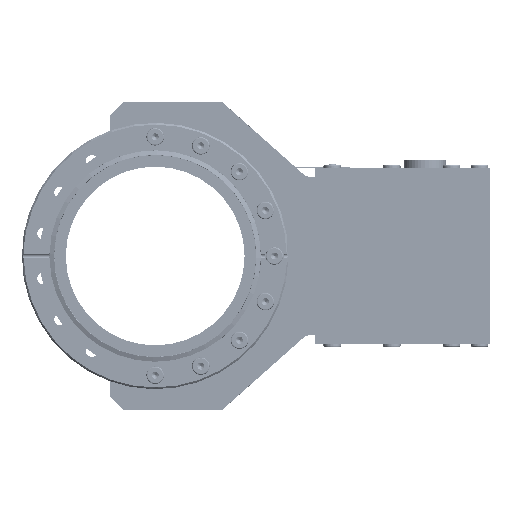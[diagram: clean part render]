
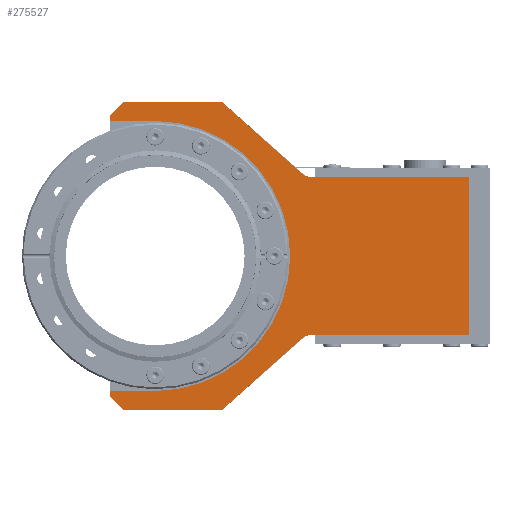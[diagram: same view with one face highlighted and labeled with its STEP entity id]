
A CAD part, front view. The second image highlights one B-rep face of the part: STEP entity #275527.
In plain terms, the highlighted planar face has unit normal (0, -1, 0).
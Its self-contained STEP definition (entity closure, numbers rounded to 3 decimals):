
#1618 = CARTESIAN_POINT ( 'NONE',  ( -18., 0., -88. ) ) ;
#3251 = CARTESIAN_POINT ( 'NONE',  ( -26., 0., 77. ) ) ;
#8220 = DIRECTION ( 'NONE',  ( -1., 0., 0. ) ) ;
#15075 = DIRECTION ( 'NONE',  ( -1., 0., 0. ) ) ;
#18480 = VECTOR ( 'NONE', #307333, 1000. ) ;
#19385 = LINE ( 'NONE', #55024, #263504 ) ;
#21792 = CIRCLE ( 'NONE', #239400, 77. ) ;
#21924 = DIRECTION ( 'NONE',  ( 1., 0., 0. ) ) ;
#22058 = CARTESIAN_POINT ( 'NONE',  ( -18., 0., 88. ) ) ;
#23630 = EDGE_CURVE ( 'NONE', #221476, #93956, #96273, .T. ) ;
#24053 = CARTESIAN_POINT ( 'NONE',  ( 89.824, 0., 45. ) ) ;
#29578 = CARTESIAN_POINT ( 'NONE',  ( 89.824, 0., -45. ) ) ;
#37086 = CARTESIAN_POINT ( 'NONE',  ( 83.152, 0., -47.552 ) ) ;
#41211 = EDGE_CURVE ( 'NONE', #226984, #162354, #106195, .T. ) ;
#46589 = DIRECTION ( 'NONE',  ( 1., 0., 0. ) ) ;
#48123 = EDGE_CURVE ( 'NONE', #162354, #300057, #295465, .T. ) ;
#49412 = LINE ( 'NONE', #22058, #106593 ) ;
#50914 = VERTEX_POINT ( 'NONE', #147033 ) ;
#51194 = LINE ( 'NONE', #146552, #310572 ) ;
#52100 = CARTESIAN_POINT ( 'NONE',  ( 89.824, 0., 55. ) ) ;
#54278 = EDGE_CURVE ( 'NONE', #275504, #191255, #133143, .T. ) ;
#55024 = CARTESIAN_POINT ( 'NONE',  ( 179., 0., -45. ) ) ;
#55719 = ORIENTED_EDGE ( 'NONE', *, *, #54278, .F. ) ;
#57013 = AXIS2_PLACEMENT_3D ( 'NONE', #52100, #222618, #76522 ) ;
#57336 = CARTESIAN_POINT ( 'NONE',  ( 38., 0., 88. ) ) ;
#59383 = ORIENTED_EDGE ( 'NONE', *, *, #225198, .F. ) ;
#69474 = LINE ( 'NONE', #234556, #256352 ) ;
#69949 = CARTESIAN_POINT ( 'NONE',  ( -26., 0., 64. ) ) ;
#74359 = AXIS2_PLACEMENT_3D ( 'NONE', #277148, #131099, #301601 ) ;
#76522 = DIRECTION ( 'NONE',  ( 0., 0., -1. ) ) ;
#82205 = EDGE_CURVE ( 'NONE', #300057, #106244, #205385, .T. ) ;
#84644 = ORIENTED_EDGE ( 'NONE', *, *, #82205, .F. ) ;
#86046 = VECTOR ( 'NONE', #21924, 1000. ) ;
#86547 = VECTOR ( 'NONE', #240488, 1000. ) ;
#88150 = EDGE_CURVE ( 'NONE', #106244, #192741, #293977, .T. ) ;
#89829 = EDGE_CURVE ( 'NONE', #184489, #171861, #51194, .T. ) ;
#90668 = ORIENTED_EDGE ( 'NONE', *, *, #41211, .F. ) ;
#92058 = CARTESIAN_POINT ( 'NONE',  ( 89.824, 0., 55. ) ) ;
#93449 = VERTEX_POINT ( 'NONE', #99402 ) ;
#93956 = VERTEX_POINT ( 'NONE', #298384 ) ;
#95130 = CARTESIAN_POINT ( 'NONE',  ( 38., 0., -88. ) ) ;
#96273 = LINE ( 'NONE', #240259, #161111 ) ;
#99402 = CARTESIAN_POINT ( 'NONE',  ( 0., 0., -77. ) ) ;
#101009 = VECTOR ( 'NONE', #118996, 1000. ) ;
#103197 = ORIENTED_EDGE ( 'NONE', *, *, #258777, .F. ) ;
#105203 = CARTESIAN_POINT ( 'NONE',  ( 89.824, 0., -45. ) ) ;
#105934 = DIRECTION ( 'NONE',  ( 0., 0., 1. ) ) ;
#106195 = LINE ( 'NONE', #131069, #285448 ) ;
#106244 = VERTEX_POINT ( 'NONE', #219104 ) ;
#106593 = VECTOR ( 'NONE', #46589, 1000. ) ;
#116605 = DIRECTION ( 'NONE',  ( 0., 0., -1. ) ) ;
#118996 = DIRECTION ( 'NONE',  ( -1., 0., 0. ) ) ;
#122017 = DIRECTION ( 'NONE',  ( 0.745, 0., -0.667 ) ) ;
#123465 = CARTESIAN_POINT ( 'NONE',  ( 179., 0., -45. ) ) ;
#123643 = FACE_OUTER_BOUND ( 'NONE', #232571, .T. ) ;
#127222 = VECTOR ( 'NONE', #15075, 1000. ) ;
#131069 = CARTESIAN_POINT ( 'NONE',  ( 38., 0., -88. ) ) ;
#131099 = DIRECTION ( 'NONE',  ( 0., -1., 0. ) ) ;
#133143 = LINE ( 'NONE', #105203, #255177 ) ;
#136459 = CIRCLE ( 'NONE', #270510, 10. ) ;
#136876 = CARTESIAN_POINT ( 'NONE',  ( -26., 0., -80. ) ) ;
#139885 = CARTESIAN_POINT ( 'NONE',  ( 0., 0., 0. ) ) ;
#146552 = CARTESIAN_POINT ( 'NONE',  ( 38., 0., 88. ) ) ;
#147033 = CARTESIAN_POINT ( 'NONE',  ( 179., 0., 45. ) ) ;
#147856 = ORIENTED_EDGE ( 'NONE', *, *, #169287, .F. ) ;
#161111 = VECTOR ( 'NONE', #291351, 1000. ) ;
#162354 = VERTEX_POINT ( 'NONE', #95130 ) ;
#164368 = VECTOR ( 'NONE', #105934, 1000. ) ;
#164390 = DIRECTION ( 'NONE',  ( 0., 0., -1. ) ) ;
#168005 = CIRCLE ( 'NONE', #74359, 10. ) ;
#169287 = EDGE_CURVE ( 'NONE', #255778, #50914, #273010, .T. ) ;
#171861 = VERTEX_POINT ( 'NONE', #246236 ) ;
#171954 = CARTESIAN_POINT ( 'NONE',  ( 0., 0., 77. ) ) ;
#172300 = CARTESIAN_POINT ( 'NONE',  ( -18., 0., -88. ) ) ;
#178866 = ORIENTED_EDGE ( 'NONE', *, *, #307632, .F. ) ;
#184489 = VERTEX_POINT ( 'NONE', #57336 ) ;
#184609 = CARTESIAN_POINT ( 'NONE',  ( 0., 0., 77. ) ) ;
#191255 = VERTEX_POINT ( 'NONE', #29578 ) ;
#192741 = VERTEX_POINT ( 'NONE', #202667 ) ;
#199750 = LINE ( 'NONE', #184609, #127222 ) ;
#202667 = CARTESIAN_POINT ( 'NONE',  ( -26., 0., -77. ) ) ;
#204664 = DIRECTION ( 'NONE',  ( -0.745, 0., -0.667 ) ) ;
#205385 = LINE ( 'NONE', #136876, #18480 ) ;
#208073 = ORIENTED_EDGE ( 'NONE', *, *, #236782, .F. ) ;
#219104 = CARTESIAN_POINT ( 'NONE',  ( -26., 0., -80. ) ) ;
#221476 = VERTEX_POINT ( 'NONE', #296606 ) ;
#222618 = DIRECTION ( 'NONE',  ( 0., -1., 0. ) ) ;
#223472 = ORIENTED_EDGE ( 'NONE', *, *, #262633, .F. ) ;
#225198 = EDGE_CURVE ( 'NONE', #93449, #226103, #21792, .T. ) ;
#225555 = DIRECTION ( 'NONE',  ( 0., 0., -1. ) ) ;
#226103 = VERTEX_POINT ( 'NONE', #171954 ) ;
#226984 = VERTEX_POINT ( 'NONE', #37086 ) ;
#232571 = EDGE_LOOP ( 'NONE', ( #223472, #59383, #278779, #236245, #84644, #270338, #90668, #312184, #55719, #307554, #147856, #208073, #244318, #103197, #308850, #178866 ) ) ;
#234556 = CARTESIAN_POINT ( 'NONE',  ( 0., 0., -77. ) ) ;
#236245 = ORIENTED_EDGE ( 'NONE', *, *, #88150, .F. ) ;
#236782 = EDGE_CURVE ( 'NONE', #171861, #255778, #136459, .T. ) ;
#238129 = EDGE_CURVE ( 'NONE', #192741, #93449, #69474, .T. ) ;
#239400 = AXIS2_PLACEMENT_3D ( 'NONE', #139885, #310362, #164390 ) ;
#240259 = CARTESIAN_POINT ( 'NONE',  ( -26., 0., 80. ) ) ;
#240488 = DIRECTION ( 'NONE',  ( 0., 0., 1. ) ) ;
#244318 = ORIENTED_EDGE ( 'NONE', *, *, #89829, .F. ) ;
#246066 = PLANE ( 'NONE',  #57013 ) ;
#246236 = CARTESIAN_POINT ( 'NONE',  ( 83.152, 0., 47.552 ) ) ;
#255177 = VECTOR ( 'NONE', #8220, 1000. ) ;
#255778 = VERTEX_POINT ( 'NONE', #24053 ) ;
#256352 = VECTOR ( 'NONE', #259083, 1000. ) ;
#258777 = EDGE_CURVE ( 'NONE', #93956, #184489, #49412, .T. ) ;
#259083 = DIRECTION ( 'NONE',  ( 1., 0., 0. ) ) ;
#262633 = EDGE_CURVE ( 'NONE', #226103, #315541, #199750, .T. ) ;
#262669 = DIRECTION ( 'NONE',  ( 0., -1., 0. ) ) ;
#263504 = VECTOR ( 'NONE', #225555, 1000. ) ;
#270338 = ORIENTED_EDGE ( 'NONE', *, *, #48123, .F. ) ;
#270510 = AXIS2_PLACEMENT_3D ( 'NONE', #92058, #262669, #116605 ) ;
#273010 = LINE ( 'NONE', #290553, #86046 ) ;
#273510 = LINE ( 'NONE', #69949, #86547 ) ;
#275504 = VERTEX_POINT ( 'NONE', #123465 ) ;
#275527 = ADVANCED_FACE ( 'NONE', ( #123643 ), #246066, .T. ) ;
#277148 = CARTESIAN_POINT ( 'NONE',  ( 89.824, 0., -55. ) ) ;
#278779 = ORIENTED_EDGE ( 'NONE', *, *, #238129, .F. ) ;
#285448 = VECTOR ( 'NONE', #204664, 1000. ) ;
#290553 = CARTESIAN_POINT ( 'NONE',  ( 89.824, 0., 45. ) ) ;
#291351 = DIRECTION ( 'NONE',  ( 0.707, 0., 0.707 ) ) ;
#291942 = EDGE_CURVE ( 'NONE', #50914, #275504, #19385, .T. ) ;
#293977 = LINE ( 'NONE', #300970, #164368 ) ;
#295465 = LINE ( 'NONE', #172300, #101009 ) ;
#296606 = CARTESIAN_POINT ( 'NONE',  ( -26., 0., 80. ) ) ;
#298384 = CARTESIAN_POINT ( 'NONE',  ( -18., 0., 88. ) ) ;
#300057 = VERTEX_POINT ( 'NONE', #1618 ) ;
#300970 = CARTESIAN_POINT ( 'NONE',  ( -26., 0., -80. ) ) ;
#301601 = DIRECTION ( 'NONE',  ( 0., 0., 1. ) ) ;
#306909 = EDGE_CURVE ( 'NONE', #191255, #226984, #168005, .T. ) ;
#307333 = DIRECTION ( 'NONE',  ( -0.707, 0., 0.707 ) ) ;
#307554 = ORIENTED_EDGE ( 'NONE', *, *, #291942, .F. ) ;
#307632 = EDGE_CURVE ( 'NONE', #315541, #221476, #273510, .T. ) ;
#308850 = ORIENTED_EDGE ( 'NONE', *, *, #23630, .F. ) ;
#310362 = DIRECTION ( 'NONE',  ( 0., -1., 0. ) ) ;
#310572 = VECTOR ( 'NONE', #122017, 1000. ) ;
#312184 = ORIENTED_EDGE ( 'NONE', *, *, #306909, .F. ) ;
#315541 = VERTEX_POINT ( 'NONE', #3251 ) ;
